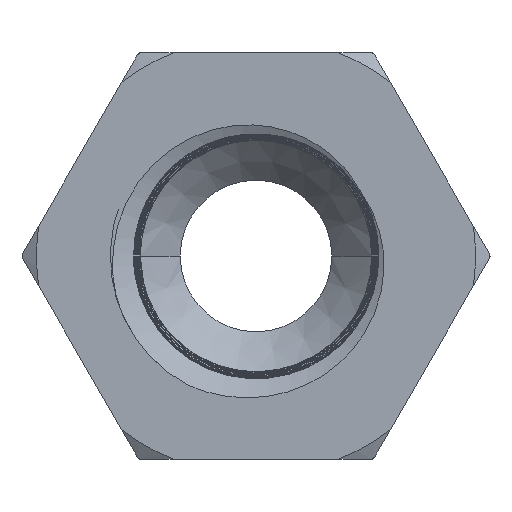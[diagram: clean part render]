
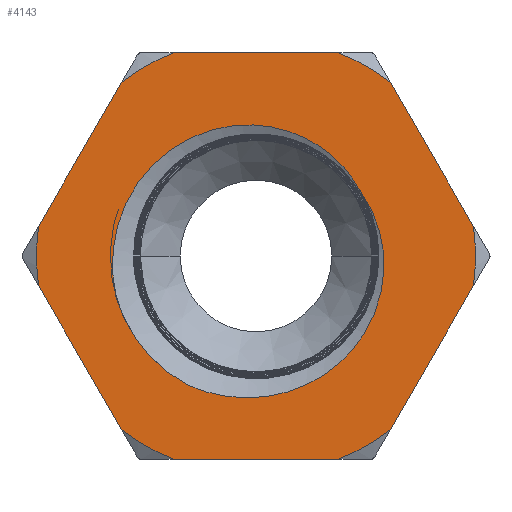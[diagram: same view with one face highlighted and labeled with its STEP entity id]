
A CAD part, left-side view. The second image highlights one B-rep face of the part: STEP entity #4143.
In plain terms, the highlighted planar face has unit normal (-1, 0, 0).
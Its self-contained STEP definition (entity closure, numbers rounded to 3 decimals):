
#121=DIRECTION('',(0.,-0.5,0.866));
#122=VECTOR('',#121,7.771);
#123=CARTESIAN_POINT('',(0.,10.192,1.398));
#124=LINE('',#123,#122);
#125=CARTESIAN_POINT('',(0.,0.,0.));
#126=DIRECTION('',(-1.,0.,0.));
#127=DIRECTION('',(0.,0.378,0.926));
#128=AXIS2_PLACEMENT_3D('',#125,#126,#127);
#130=DIRECTION('',(0.,-1.,0.));
#131=VECTOR('',#130,7.771);
#132=CARTESIAN_POINT('',(0.,3.885,9.525));
#133=LINE('',#132,#131);
#134=CARTESIAN_POINT('',(0.,0.,0.));
#135=DIRECTION('',(-1.,0.,0.));
#136=DIRECTION('',(0.,-0.613,0.79));
#137=AXIS2_PLACEMENT_3D('',#134,#135,#136);
#139=DIRECTION('',(0.,-0.5,-0.866));
#140=VECTOR('',#139,7.771);
#141=CARTESIAN_POINT('',(0.,-6.306,8.127));
#142=LINE('',#141,#140);
#143=DIRECTION('',(0.,0.5,-0.866));
#144=VECTOR('',#143,7.771);
#145=CARTESIAN_POINT('',(0.,-10.192,-1.398));
#146=LINE('',#145,#144);
#147=CARTESIAN_POINT('',(0.,0.,0.));
#148=DIRECTION('',(-1.,0.,0.));
#149=DIRECTION('',(0.,-0.378,-0.926));
#150=AXIS2_PLACEMENT_3D('',#147,#148,#149);
#152=DIRECTION('',(0.,1.,0.));
#153=VECTOR('',#152,7.771);
#154=CARTESIAN_POINT('',(0.,-3.885,-9.525));
#155=LINE('',#154,#153);
#156=CARTESIAN_POINT('',(0.,0.,0.));
#157=DIRECTION('',(-1.,0.,0.));
#158=DIRECTION('',(0.,0.613,-0.79));
#159=AXIS2_PLACEMENT_3D('',#156,#157,#158);
#161=DIRECTION('',(0.,0.5,0.866));
#162=VECTOR('',#161,7.771);
#163=CARTESIAN_POINT('',(0.,6.306,-8.127));
#164=LINE('',#163,#162);
#165=CARTESIAN_POINT('',(0.,-4.98,2.904));
#166=CARTESIAN_POINT('',(0.,-5.141,2.669));
#167=CARTESIAN_POINT('',(0.,-5.424,2.182));
#168=CARTESIAN_POINT('',(0.,-5.742,1.385));
#169=CARTESIAN_POINT('',(0.,-5.938,0.564));
#170=CARTESIAN_POINT('',(0.,-6.016,-0.269));
#171=CARTESIAN_POINT('',(0.,-5.977,-1.122));
#172=CARTESIAN_POINT('',(0.,-5.808,-2.01));
#173=CARTESIAN_POINT('',(0.,-5.482,-2.926));
#174=CARTESIAN_POINT('',(0.,-4.993,-3.812));
#175=CARTESIAN_POINT('',(0.,-4.371,-4.601));
#176=CARTESIAN_POINT('',(0.,-3.632,-5.283));
#177=CARTESIAN_POINT('',(0.,-2.796,-5.841));
#178=CARTESIAN_POINT('',(0.,-1.869,-6.269));
#179=CARTESIAN_POINT('',(0.,-0.874,-6.548));
#180=CARTESIAN_POINT('',(0.,0.15,-6.669));
#181=CARTESIAN_POINT('',(0.,1.2,-6.628));
#182=CARTESIAN_POINT('',(0.,2.226,-6.425));
#183=CARTESIAN_POINT('',(0.,2.887,-6.184));
#184=CARTESIAN_POINT('',(0.,3.212,-6.036));
#186=CARTESIAN_POINT('',(0.,0.,0.));
#187=DIRECTION('',(-1.,0.,0.));
#188=DIRECTION('',(0.,-0.864,0.504));
#189=AXIS2_PLACEMENT_3D('',#186,#187,#188);
#191=CARTESIAN_POINT('',(0.,6.523,-2.031));
#192=CARTESIAN_POINT('',(0.,6.612,-1.677));
#193=CARTESIAN_POINT('',(0.,6.732,-0.967));
#194=CARTESIAN_POINT('',(0.,6.741,0.12));
#195=CARTESIAN_POINT('',(0.,6.576,1.186));
#196=CARTESIAN_POINT('',(0.,6.247,2.199));
#197=CARTESIAN_POINT('',(0.,5.757,3.149));
#198=CARTESIAN_POINT('',(0.,5.132,3.992));
#199=CARTESIAN_POINT('',(0.,4.377,4.727));
#200=CARTESIAN_POINT('',(0.,3.525,5.319));
#201=CARTESIAN_POINT('',(0.,2.597,5.763));
#202=CARTESIAN_POINT('',(0.,1.61,6.05));
#203=CARTESIAN_POINT('',(0.,0.592,6.171));
#204=CARTESIAN_POINT('',(0.,-0.435,6.121));
#205=CARTESIAN_POINT('',(0.,-1.39,5.913));
#206=CARTESIAN_POINT('',(0.,-2.257,5.576));
#207=CARTESIAN_POINT('',(0.,-3.038,5.127));
#208=CARTESIAN_POINT('',(0.,-3.741,4.567));
#209=CARTESIAN_POINT('',(0.,-4.355,3.9));
#210=CARTESIAN_POINT('',(0.,-4.689,3.401));
#211=CARTESIAN_POINT('',(0.,-4.838,3.136));
#213=CARTESIAN_POINT('',(0.,3.212,-6.036));
#214=CARTESIAN_POINT('',(0.,3.414,-5.928));
#215=CARTESIAN_POINT('',(0.,3.803,-5.694));
#216=CARTESIAN_POINT('',(0.,4.347,-5.289));
#217=CARTESIAN_POINT('',(0.,4.851,-4.832));
#218=CARTESIAN_POINT('',(0.,5.33,-4.299));
#219=CARTESIAN_POINT('',(0.,5.781,-3.674));
#220=CARTESIAN_POINT('',(0.,6.201,-2.916));
#221=CARTESIAN_POINT('',(0.,6.427,-2.34));
#222=CARTESIAN_POINT('',(0.,6.523,-2.031));
#238=CARTESIAN_POINT('',(0.,0.,0.));
#239=DIRECTION('',(-1.,0.,0.));
#240=DIRECTION('',(0.,0.991,0.136));
#241=AXIS2_PLACEMENT_3D('',#238,#239,#240);
#264=CARTESIAN_POINT('',(0.,0.,0.));
#265=DIRECTION('',(-1.,0.,0.));
#266=DIRECTION('',(0.,-0.991,-0.136));
#267=AXIS2_PLACEMENT_3D('',#264,#265,#266);
#3883=CARTESIAN_POINT('',(0.,6.306,-8.127));
#3884=CARTESIAN_POINT('',(0.,3.885,-9.525));
#3885=VERTEX_POINT('',#3883);
#3886=VERTEX_POINT('',#3884);
#3887=CARTESIAN_POINT('',(0.,-3.885,-9.525));
#3888=CARTESIAN_POINT('',(0.,-6.306,-8.127));
#3889=VERTEX_POINT('',#3887);
#3890=VERTEX_POINT('',#3888);
#3891=CARTESIAN_POINT('',(0.,-6.306,8.127));
#3892=CARTESIAN_POINT('',(0.,-3.885,9.525));
#3893=VERTEX_POINT('',#3891);
#3894=VERTEX_POINT('',#3892);
#3895=CARTESIAN_POINT('',(0.,3.885,9.525));
#3896=CARTESIAN_POINT('',(0.,6.306,8.127));
#3897=VERTEX_POINT('',#3895);
#3898=VERTEX_POINT('',#3896);
#3915=CARTESIAN_POINT('',(0.,10.192,-1.398));
#3916=VERTEX_POINT('',#3915);
#3917=CARTESIAN_POINT('',(0.,10.192,1.398));
#3918=VERTEX_POINT('',#3917);
#3919=CARTESIAN_POINT('',(0.,-10.192,1.398));
#3920=VERTEX_POINT('',#3919);
#3921=CARTESIAN_POINT('',(0.,-10.192,-1.398));
#3922=VERTEX_POINT('',#3921);
#3969=VERTEX_POINT('',#165);
#3970=VERTEX_POINT('',#184);
#3971=VERTEX_POINT('',#222);
#3972=VERTEX_POINT('',#211);
#4102=CARTESIAN_POINT('',(0.,0.,0.));
#4103=DIRECTION('',(1.,0.,0.));
#4104=DIRECTION('',(0.,0.,-1.));
#4105=AXIS2_PLACEMENT_3D('',#4102,#4103,#4104);
#4106=PLANE('',#4105);
#4108=ORIENTED_EDGE('',*,*,#4107,.F.);
#4110=ORIENTED_EDGE('',*,*,#4109,.T.);
#4112=ORIENTED_EDGE('',*,*,#4111,.F.);
#4114=ORIENTED_EDGE('',*,*,#4113,.T.);
#4116=ORIENTED_EDGE('',*,*,#4115,.F.);
#4118=ORIENTED_EDGE('',*,*,#4117,.T.);
#4120=ORIENTED_EDGE('',*,*,#4119,.F.);
#4122=ORIENTED_EDGE('',*,*,#4121,.T.);
#4124=ORIENTED_EDGE('',*,*,#4123,.F.);
#4126=ORIENTED_EDGE('',*,*,#4125,.T.);
#4128=ORIENTED_EDGE('',*,*,#4127,.F.);
#4130=ORIENTED_EDGE('',*,*,#4129,.T.);
#4131=EDGE_LOOP('',(#4108,#4110,#4112,#4114,#4116,#4118,#4120,#4122,#4124,#4126,
#4128,#4130));
#4132=FACE_OUTER_BOUND('',#4131,.F.);
#4134=ORIENTED_EDGE('',*,*,#4133,.F.);
#4136=ORIENTED_EDGE('',*,*,#4135,.T.);
#4138=ORIENTED_EDGE('',*,*,#4137,.F.);
#4140=ORIENTED_EDGE('',*,*,#4139,.F.);
#4141=EDGE_LOOP('',(#4134,#4136,#4138,#4140));
#4142=FACE_BOUND('',#4141,.F.);
#129=CIRCLE('',#128,10.287);
#138=CIRCLE('',#137,10.287);
#151=CIRCLE('',#150,10.287);
#160=CIRCLE('',#159,10.287);
#185=B_SPLINE_CURVE_WITH_KNOTS('',3,(#165,#166,#167,#168,#169,#170,#171,#172,
#173,#174,#175,#176,#177,#178,#179,#180,#181,#182,#183,#184),.UNSPECIFIED.,.F.,
.F.,(4,1,1,1,1,1,1,1,1,1,1,1,1,1,1,1,1,4),(0.,0.059,
0.118,0.176,0.235,0.294,
0.353,0.412,0.471,0.529,
0.588,0.647,0.706,0.765,
0.824,0.882,0.941,1.),.UNSPECIFIED.);
#190=CIRCLE('',#189,5.765);
#212=B_SPLINE_CURVE_WITH_KNOTS('',3,(#191,#192,#193,#194,#195,#196,#197,#198,
#199,#200,#201,#202,#203,#204,#205,#206,#207,#208,#209,#210,#211),.UNSPECIFIED.,
.F.,.F.,(4,1,1,1,1,1,1,1,1,1,1,1,1,1,1,1,1,1,4),(0.,0.056,
0.111,0.167,0.222,0.278,
0.333,0.389,0.444,0.5,0.556,
0.611,0.667,0.722,0.778,
0.833,0.889,0.944,1.),.UNSPECIFIED.);
#223=B_SPLINE_CURVE_WITH_KNOTS('',3,(#213,#214,#215,#216,#217,#218,#219,#220,
#221,#222),.UNSPECIFIED.,.F.,.F.,(4,1,1,1,1,1,1,4),(0.,0.143,
0.286,0.429,0.571,0.714,
0.857,1.),.UNSPECIFIED.);
#242=CIRCLE('',#241,10.287);
#268=CIRCLE('',#267,10.287);
#4107=EDGE_CURVE('',#3918,#3916,#242,.T.);
#4109=EDGE_CURVE('',#3918,#3898,#124,.T.);
#4111=EDGE_CURVE('',#3897,#3898,#129,.T.);
#4113=EDGE_CURVE('',#3897,#3894,#133,.T.);
#4115=EDGE_CURVE('',#3893,#3894,#138,.T.);
#4117=EDGE_CURVE('',#3893,#3920,#142,.T.);
#4119=EDGE_CURVE('',#3922,#3920,#268,.T.);
#4121=EDGE_CURVE('',#3922,#3890,#146,.T.);
#4123=EDGE_CURVE('',#3889,#3890,#151,.T.);
#4125=EDGE_CURVE('',#3889,#3886,#155,.T.);
#4127=EDGE_CURVE('',#3885,#3886,#160,.T.);
#4129=EDGE_CURVE('',#3885,#3916,#164,.T.);
#4133=EDGE_CURVE('',#3969,#3970,#185,.T.);
#4135=EDGE_CURVE('',#3969,#3972,#190,.T.);
#4137=EDGE_CURVE('',#3971,#3972,#212,.T.);
#4139=EDGE_CURVE('',#3970,#3971,#223,.T.);
#4143=ADVANCED_FACE('',(#4132,#4142),#4106,.F.);
